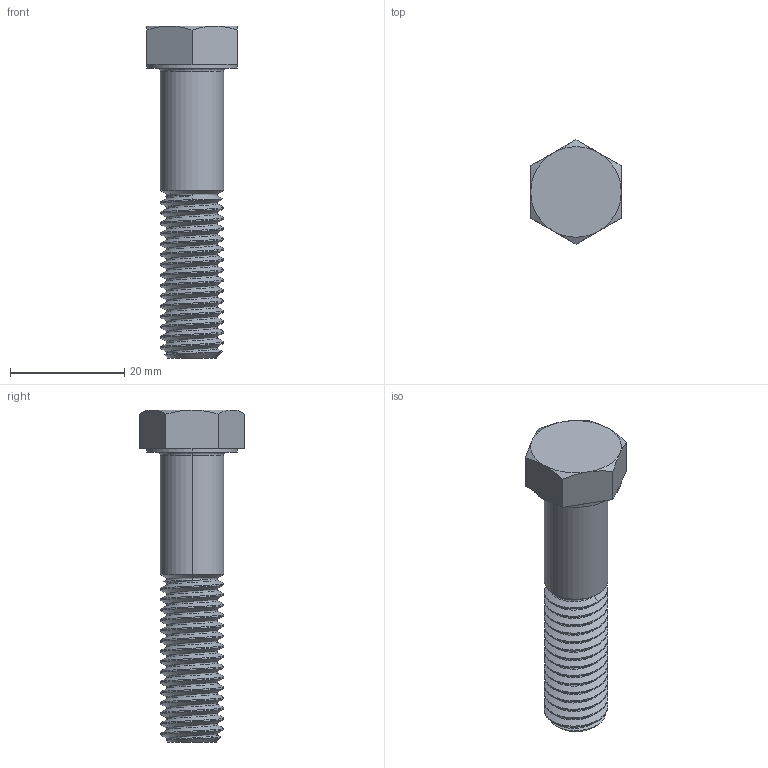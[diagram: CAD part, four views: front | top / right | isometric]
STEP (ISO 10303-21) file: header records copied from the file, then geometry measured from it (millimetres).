
FILE_DESCRIPTION (( 'STEP AP214' ), '1' );
FILE_NAME ('B00A32CP2Q.3D.STP', '2013-07-29T07:41:55', ( '' ), ( '' ), 'SwSTEP 2.0', 'SolidWorks 2012', '' );
FILE_SCHEMA (( 'AUTOMOTIVE_DESIGN' ));
Length unit declared in the file: inch
Products named in the file (1): B00A32CP2Q.3D
Bounding box: 15.88 x 18.33 x 58.19 mm (x, y, z)
Volume: 5954 mm3; surface area: 3087.1 mm2
Topology: 1 solids, 1 shells, 69 faces, 175 edges, 109 vertices
Faces by surface type: cylinder 34, plane 15, cone 13, bspline 7
Entity records: 10386 total; most frequent: CARTESIAN_POINT 8923, ORIENTED_EDGE 350, DIRECTION 248, EDGE_CURVE 175, VERTEX_POINT 109, AXIS2_PLACEMENT_3D 95, EDGE_LOOP 70, FACE_OUTER_BOUND 69
